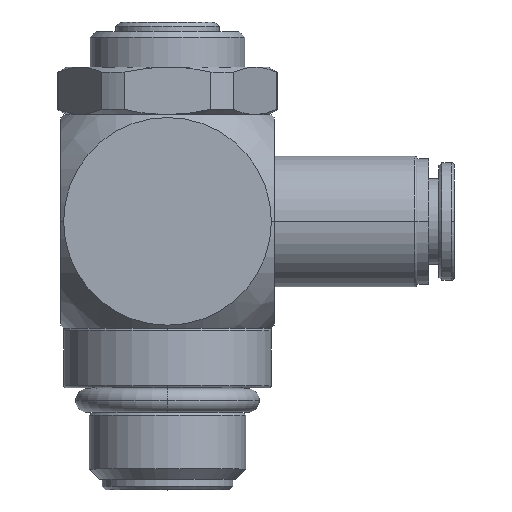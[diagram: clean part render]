
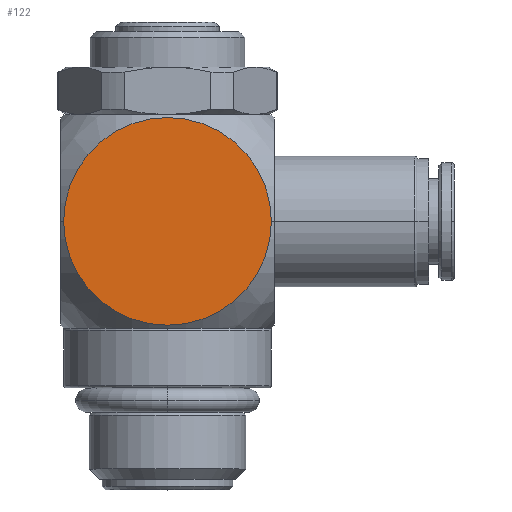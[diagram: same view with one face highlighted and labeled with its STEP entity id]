
A CAD part, top view. The second image highlights one B-rep face of the part: STEP entity #122.
In plain terms, the highlighted planar face has unit normal (0, 0, 1).
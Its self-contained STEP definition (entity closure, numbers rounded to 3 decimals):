
#122=ADVANCED_FACE('',(#308),#309,.T.);
#308=FACE_OUTER_BOUND('',#525,.T.);
#309=PLANE('',#526);
#525=EDGE_LOOP('',(#1166,#1167,#1168));
#526=AXIS2_PLACEMENT_3D('',#1169,#1170,#1171);
#1166=ORIENTED_EDGE('',*,*,#1552,.F.);
#1167=ORIENTED_EDGE('',*,*,#1551,.F.);
#1168=ORIENTED_EDGE('',*,*,#1412,.F.);
#1169=CARTESIAN_POINT('',(0.0,22.6,9.0));
#1170=DIRECTION('',(0.0,0.0,1.0));
#1171=DIRECTION('',(1.0,0.0,0.0));
#1412=EDGE_CURVE('',#1698,#1700,#1701,.T.);
#1551=EDGE_CURVE('',#1700,#1922,#1923,.T.);
#1552=EDGE_CURVE('',#1922,#1698,#1924,.T.);
#1698=VERTEX_POINT('',#2094);
#1700=VERTEX_POINT('',#2096);
#1701=CIRCLE('',#2097,8.748);
#1922=VERTEX_POINT('',#2666);
#1923=CIRCLE('',#2667,8.748);
#1924=CIRCLE('',#2668,8.748);
#2094=CARTESIAN_POINT('',(-8.748,22.6,9.0));
#2096=CARTESIAN_POINT('',(8.748,22.6,9.0));
#2097=AXIS2_PLACEMENT_3D('',#2850,#2851,#2852);
#2666=CARTESIAN_POINT('',(0.,13.852,9.0));
#2667=AXIS2_PLACEMENT_3D('',#3121,#3122,#3123);
#2668=AXIS2_PLACEMENT_3D('',#3124,#3125,#3126);
#2850=CARTESIAN_POINT('',(0.0,22.6,9.0));
#2851=DIRECTION('',(0.0,0.0,-1.0));
#2852=DIRECTION('',(0.0,1.0,0.0));
#3121=CARTESIAN_POINT('',(0.0,22.6,9.0));
#3122=DIRECTION('',(0.0,0.0,-1.0));
#3123=DIRECTION('',(0.0,1.0,0.0));
#3124=CARTESIAN_POINT('',(0.0,22.6,9.0));
#3125=DIRECTION('',(0.0,0.0,-1.0));
#3126=DIRECTION('',(0.0,1.0,0.0));
